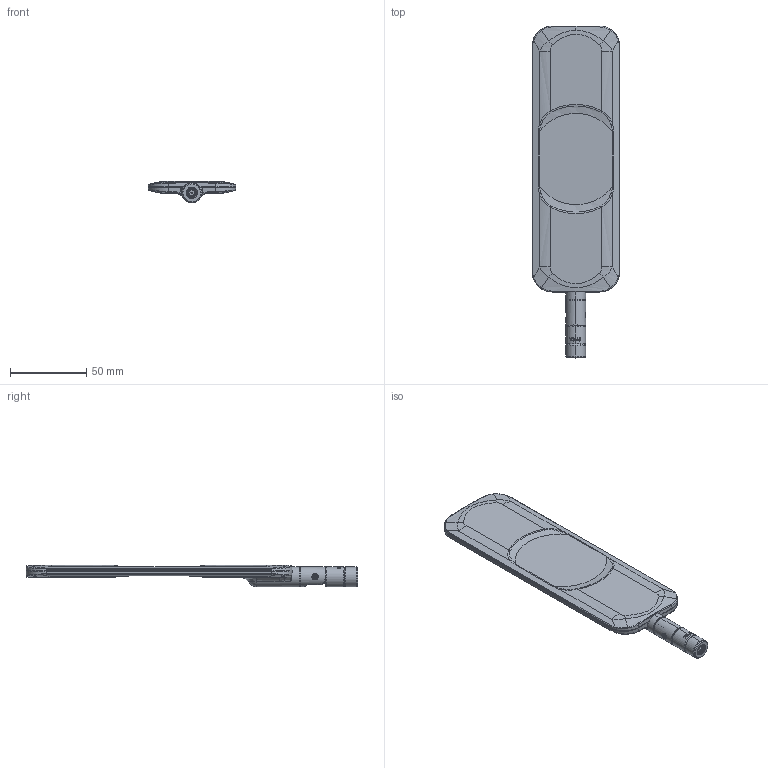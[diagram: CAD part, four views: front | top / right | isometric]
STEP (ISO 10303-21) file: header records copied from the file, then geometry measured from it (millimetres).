
FILE_DESCRIPTION (( 'STEP AP214' ), '1' );
FILE_NAME ('TG.45.8113_web.STEP', '2020-03-10T01:49:36', ( '' ), ( '' ), 'SwSTEP 2.0', 'SolidWorks 2017', '' );
FILE_SCHEMA (( 'AUTOMOTIVE_DESIGN' ));
Length unit declared in the file: millimetre
Products named in the file (2): TG.45.8113_web
Bounding box: 57.67 x 218.1 x 14.07 mm (x, y, z)
Surface area: 25027.3 mm2 (no closed solid volume)
Topology: 0 solids, 9 shells, 286 faces, 977 edges, 696 vertices
Faces by surface type: bspline 118, cylinder 82, plane 67, cone 18, torus 1
Entity records: 25128 total; most frequent: CARTESIAN_POINT 15074, ORIENTED_EDGE 1619, EDGE_CURVE 977, DIRECTION 911, VERTEX_POINT 696, B_SPLINE_CURVE_WITH_KNOTS 493, AXIS2_PLACEMENT_3D 323, EDGE_LOOP 307
